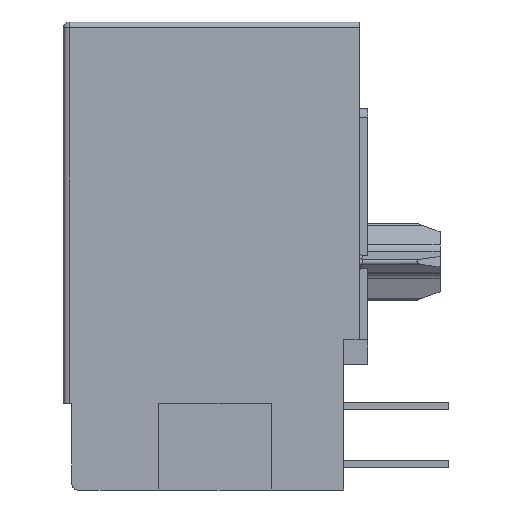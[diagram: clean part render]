
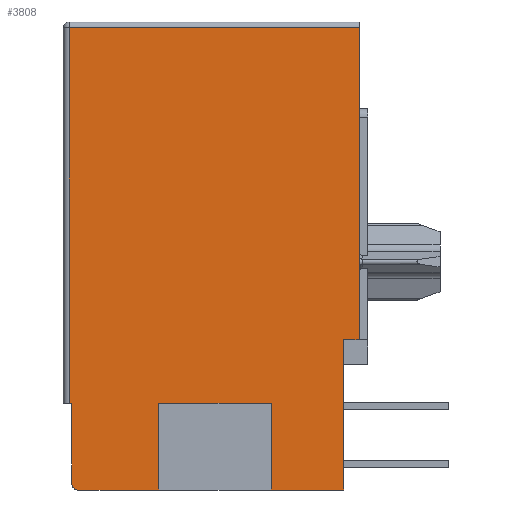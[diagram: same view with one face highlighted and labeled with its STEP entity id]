
A CAD part, left-side view. The second image highlights one B-rep face of the part: STEP entity #3808.
In plain terms, the highlighted planar face has unit normal (-1, 0, 0).
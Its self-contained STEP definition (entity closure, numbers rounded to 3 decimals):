
#2=DIRECTION('',(0.,0.,-1.));
#3=VECTOR('',#2,16.51);
#4=CARTESIAN_POINT('',(-7.557,6.096,-0.254));
#5=LINE('',#4,#3);
#6=DIRECTION('',(0.,1.,0.));
#7=VECTOR('',#6,12.751);
#8=CARTESIAN_POINT('',(-7.557,-6.655,-0.254));
#9=LINE('',#8,#7);
#10=DIRECTION('',(0.,0.,-1.));
#11=VECTOR('',#10,10.287);
#12=CARTESIAN_POINT('',(-7.557,-6.655,-0.254));
#13=LINE('',#12,#11);
#14=DIRECTION('',(0.,0.,-1.));
#15=VECTOR('',#14,3.429);
#16=CARTESIAN_POINT('',(-7.557,-6.655,-10.541));
#17=LINE('',#16,#15);
#18=DIRECTION('',(0.,1.,0.));
#19=VECTOR('',#18,0.686);
#20=CARTESIAN_POINT('',(-7.557,-6.655,-13.97));
#21=LINE('',#20,#19);
#22=DIRECTION('',(0.,0.,-1.));
#23=VECTOR('',#22,6.604);
#24=CARTESIAN_POINT('',(-7.557,-5.969,-13.97));
#25=LINE('',#24,#23);
#26=DIRECTION('',(0.,1.,0.));
#27=VECTOR('',#26,3.175);
#28=CARTESIAN_POINT('',(-7.557,-5.969,-20.574));
#29=LINE('',#28,#27);
#30=DIRECTION('',(0.,0.,1.));
#31=VECTOR('',#30,3.81);
#32=CARTESIAN_POINT('',(-7.557,-2.794,-20.574));
#33=LINE('',#32,#31);
#34=DIRECTION('',(0.,1.,0.));
#35=VECTOR('',#34,4.953);
#36=CARTESIAN_POINT('',(-7.557,-2.794,-16.764));
#37=LINE('',#36,#35);
#38=DIRECTION('',(0.,0.,1.));
#39=VECTOR('',#38,3.81);
#40=CARTESIAN_POINT('',(-7.557,2.159,-20.574));
#41=LINE('',#40,#39);
#42=DIRECTION('',(0.,1.,0.));
#43=VECTOR('',#42,3.556);
#44=CARTESIAN_POINT('',(-7.557,2.159,-20.574));
#45=LINE('',#44,#43);
#46=CARTESIAN_POINT('',(-7.557,5.715,-20.32));
#47=DIRECTION('',(-1.,0.,0.));
#48=DIRECTION('',(0.,1.,0.));
#49=AXIS2_PLACEMENT_3D('',#46,#47,#48);
#51=DIRECTION('',(0.,0.,1.));
#52=VECTOR('',#51,3.556);
#53=CARTESIAN_POINT('',(-7.557,5.969,-20.32));
#54=LINE('',#53,#52);
#55=DIRECTION('',(0.,1.,0.));
#56=VECTOR('',#55,0.127);
#57=CARTESIAN_POINT('',(-7.557,5.969,-16.764));
#58=LINE('',#57,#56);
#2941=CARTESIAN_POINT('',(-7.557,-6.655,-13.97));
#2942=CARTESIAN_POINT('',(-7.557,-5.969,-13.97));
#2943=VERTEX_POINT('',#2941);
#2944=VERTEX_POINT('',#2942);
#2945=CARTESIAN_POINT('',(-7.557,-5.969,-20.574));
#2946=VERTEX_POINT('',#2945);
#2953=CARTESIAN_POINT('',(-7.557,5.969,-16.764));
#2955=VERTEX_POINT('',#2953);
#3111=CARTESIAN_POINT('',(-7.557,-2.794,-20.574));
#3112=CARTESIAN_POINT('',(-7.557,-2.794,-16.764));
#3113=VERTEX_POINT('',#3111);
#3114=VERTEX_POINT('',#3112);
#3115=CARTESIAN_POINT('',(-7.557,2.159,-16.764));
#3116=VERTEX_POINT('',#3115);
#3117=CARTESIAN_POINT('',(-7.557,2.159,-20.574));
#3118=VERTEX_POINT('',#3117);
#3635=CARTESIAN_POINT('',(-7.557,6.096,-16.764));
#3637=VERTEX_POINT('',#3635);
#3641=CARTESIAN_POINT('',(-7.557,6.096,-0.254));
#3642=VERTEX_POINT('',#3641);
#3644=CARTESIAN_POINT('',(-7.557,-6.655,-0.254));
#3646=VERTEX_POINT('',#3644);
#3655=CARTESIAN_POINT('',(-7.557,5.969,-20.32));
#3656=CARTESIAN_POINT('',(-7.557,5.715,-20.574));
#3657=VERTEX_POINT('',#3655);
#3658=VERTEX_POINT('',#3656);
#3771=CARTESIAN_POINT('',(-7.557,-6.655,-10.541));
#3772=VERTEX_POINT('',#3771);
#3773=CARTESIAN_POINT('',(-7.557,0.,0.));
#3774=DIRECTION('',(1.,0.,0.));
#3775=DIRECTION('',(0.,0.,-1.));
#3776=AXIS2_PLACEMENT_3D('',#3773,#3774,#3775);
#3777=PLANE('',#3776);
#3779=ORIENTED_EDGE('',*,*,#3778,.F.);
#3781=ORIENTED_EDGE('',*,*,#3780,.F.);
#3783=ORIENTED_EDGE('',*,*,#3782,.T.);
#3785=ORIENTED_EDGE('',*,*,#3784,.T.);
#3787=ORIENTED_EDGE('',*,*,#3786,.T.);
#3789=ORIENTED_EDGE('',*,*,#3788,.T.);
#3791=ORIENTED_EDGE('',*,*,#3790,.T.);
#3793=ORIENTED_EDGE('',*,*,#3792,.T.);
#3795=ORIENTED_EDGE('',*,*,#3794,.T.);
#3797=ORIENTED_EDGE('',*,*,#3796,.F.);
#3799=ORIENTED_EDGE('',*,*,#3798,.T.);
#3801=ORIENTED_EDGE('',*,*,#3800,.F.);
#3803=ORIENTED_EDGE('',*,*,#3802,.T.);
#3805=ORIENTED_EDGE('',*,*,#3804,.T.);
#3806=EDGE_LOOP('',(#3779,#3781,#3783,#3785,#3787,#3789,#3791,#3793,#3795,#3797,
#3799,#3801,#3803,#3805));
#3807=FACE_OUTER_BOUND('',#3806,.F.);
#50=CIRCLE('',#49,0.254);
#3778=EDGE_CURVE('',#3642,#3637,#5,.T.);
#3780=EDGE_CURVE('',#3646,#3642,#9,.T.);
#3782=EDGE_CURVE('',#3646,#3772,#13,.T.);
#3784=EDGE_CURVE('',#3772,#2943,#17,.T.);
#3786=EDGE_CURVE('',#2943,#2944,#21,.T.);
#3788=EDGE_CURVE('',#2944,#2946,#25,.T.);
#3790=EDGE_CURVE('',#2946,#3113,#29,.T.);
#3792=EDGE_CURVE('',#3113,#3114,#33,.T.);
#3794=EDGE_CURVE('',#3114,#3116,#37,.T.);
#3796=EDGE_CURVE('',#3118,#3116,#41,.T.);
#3798=EDGE_CURVE('',#3118,#3658,#45,.T.);
#3800=EDGE_CURVE('',#3657,#3658,#50,.T.);
#3802=EDGE_CURVE('',#3657,#2955,#54,.T.);
#3804=EDGE_CURVE('',#2955,#3637,#58,.T.);
#3808=ADVANCED_FACE('',(#3807),#3777,.F.);
